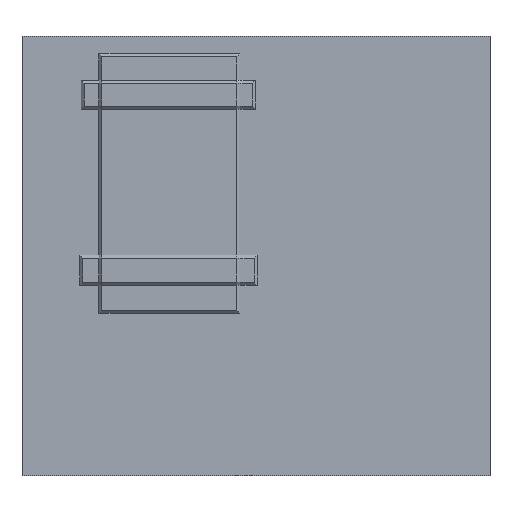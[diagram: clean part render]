
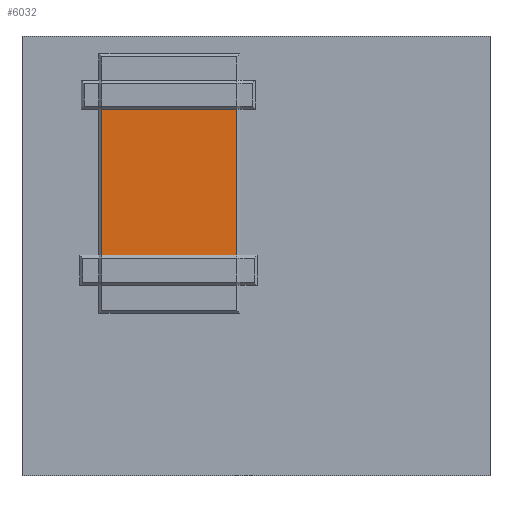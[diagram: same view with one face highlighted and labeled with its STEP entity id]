
A CAD part, top view. The second image highlights one B-rep face of the part: STEP entity #6032.
In plain terms, the highlighted planar face has unit normal (0, 0, 1).
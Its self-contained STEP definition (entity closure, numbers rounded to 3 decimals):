
#1118 = PLANE('',#1119);
#1119 = AXIS2_PLACEMENT_3D('',#1120,#1121,#1122);
#1120 = CARTESIAN_POINT('',(-6.,50.2,2.5));
#1121 = DIRECTION('',(-0.707,0.,-0.707));
#1122 = DIRECTION('',(0.,-1.,0.));
#1398 = PLANE('',#1399);
#1399 = AXIS2_PLACEMENT_3D('',#1400,#1401,#1402);
#1400 = CARTESIAN_POINT('',(-53.2,0.2,2.5));
#1401 = DIRECTION('',(0.707,0.,-0.707));
#1402 = DIRECTION('',(0.,1.,0.));
#3330 = VERTEX_POINT('',#3331);
#3331 = CARTESIAN_POINT('',(-52.7,0.2,3.));
#3354 = VERTEX_POINT('',#3355);
#3355 = CARTESIAN_POINT('',(-52.7,50.2,3.));
#3381 = EDGE_CURVE('',#3330,#3354,#3382,.T.);
#3382 = SURFACE_CURVE('',#3383,(#3387,#3394),.PCURVE_S1.);
#3383 = LINE('',#3384,#3385);
#3384 = CARTESIAN_POINT('',(-52.7,0.2,3.));
#3385 = VECTOR('',#3386,1.);
#3386 = DIRECTION('',(0.,1.,0.));
#3387 = PCURVE('',#1398,#3388);
#3388 = DEFINITIONAL_REPRESENTATION('',(#3389),#3393);
#3389 = LINE('',#3390,#3391);
#3390 = CARTESIAN_POINT('',(0.,0.707));
#3391 = VECTOR('',#3392,1.);
#3392 = DIRECTION('',(1.,0.));
#3393 = ( GEOMETRIC_REPRESENTATION_CONTEXT(2) 
PARAMETRIC_REPRESENTATION_CONTEXT() REPRESENTATION_CONTEXT('2D SPACE',''
  ) );
#3394 = PCURVE('',#3395,#3400);
#3395 = PLANE('',#3396);
#3396 = AXIS2_PLACEMENT_3D('',#3397,#3398,#3399);
#3397 = CARTESIAN_POINT('',(-29.6,24.75,3.));
#3398 = DIRECTION('',(-0.,-0.,-1.));
#3399 = DIRECTION('',(-1.,0.,0.));
#3400 = DEFINITIONAL_REPRESENTATION('',(#3401),#3405);
#3401 = LINE('',#3402,#3403);
#3402 = CARTESIAN_POINT('',(23.1,-24.55));
#3403 = VECTOR('',#3404,1.);
#3404 = DIRECTION('',(0.,1.));
#3405 = ( GEOMETRIC_REPRESENTATION_CONTEXT(2) 
PARAMETRIC_REPRESENTATION_CONTEXT() REPRESENTATION_CONTEXT('2D SPACE',''
  ) );
#4168 = VERTEX_POINT('',#4169);
#4169 = CARTESIAN_POINT('',(-6.5,50.2,3.));
#4192 = VERTEX_POINT('',#4193);
#4193 = CARTESIAN_POINT('',(-6.5,0.2,3.));
#4219 = EDGE_CURVE('',#4168,#4192,#4220,.T.);
#4220 = SURFACE_CURVE('',#4221,(#4225,#4232),.PCURVE_S1.);
#4221 = LINE('',#4222,#4223);
#4222 = CARTESIAN_POINT('',(-6.5,50.2,3.));
#4223 = VECTOR('',#4224,1.);
#4224 = DIRECTION('',(0.,-1.,0.));
#4225 = PCURVE('',#1118,#4226);
#4226 = DEFINITIONAL_REPRESENTATION('',(#4227),#4231);
#4227 = LINE('',#4228,#4229);
#4228 = CARTESIAN_POINT('',(0.,0.707));
#4229 = VECTOR('',#4230,1.);
#4230 = DIRECTION('',(1.,0.));
#4231 = ( GEOMETRIC_REPRESENTATION_CONTEXT(2) 
PARAMETRIC_REPRESENTATION_CONTEXT() REPRESENTATION_CONTEXT('2D SPACE',''
  ) );
#4232 = PCURVE('',#3395,#4233);
#4233 = DEFINITIONAL_REPRESENTATION('',(#4234),#4238);
#4234 = LINE('',#4235,#4236);
#4235 = CARTESIAN_POINT('',(-23.1,25.45));
#4236 = VECTOR('',#4237,1.);
#4237 = DIRECTION('',(0.,-1.));
#4238 = ( GEOMETRIC_REPRESENTATION_CONTEXT(2) 
PARAMETRIC_REPRESENTATION_CONTEXT() REPRESENTATION_CONTEXT('2D SPACE',''
  ) );
#5989 = PLANE('',#5990);
#5990 = AXIS2_PLACEMENT_3D('',#5991,#5992,#5993);
#5991 = CARTESIAN_POINT('',(-60.2,-0.3,3.5));
#5992 = DIRECTION('',(0.,-0.707,
    -0.707));
#5993 = DIRECTION('',(1.,0.,0.));
#6032 = ADVANCED_FACE('',(#6033),#3395,.F.);
#6033 = FACE_BOUND('',#6034,.F.);
#6034 = EDGE_LOOP('',(#6035,#6056,#6057,#6083));
#6035 = ORIENTED_EDGE('',*,*,#6036,.F.);
#6036 = EDGE_CURVE('',#3330,#4192,#6037,.T.);
#6037 = SURFACE_CURVE('',#6038,(#6042,#6049),.PCURVE_S1.);
#6038 = LINE('',#6039,#6040);
#6039 = CARTESIAN_POINT('',(-60.2,0.2,3.));
#6040 = VECTOR('',#6041,1.);
#6041 = DIRECTION('',(1.,0.,0.));
#6042 = PCURVE('',#3395,#6043);
#6043 = DEFINITIONAL_REPRESENTATION('',(#6044),#6048);
#6044 = LINE('',#6045,#6046);
#6045 = CARTESIAN_POINT('',(30.6,-24.55));
#6046 = VECTOR('',#6047,1.);
#6047 = DIRECTION('',(-1.,0.));
#6048 = ( GEOMETRIC_REPRESENTATION_CONTEXT(2) 
PARAMETRIC_REPRESENTATION_CONTEXT() REPRESENTATION_CONTEXT('2D SPACE',''
  ) );
#6049 = PCURVE('',#5989,#6050);
#6050 = DEFINITIONAL_REPRESENTATION('',(#6051),#6055);
#6051 = LINE('',#6052,#6053);
#6052 = CARTESIAN_POINT('',(0.,-0.707));
#6053 = VECTOR('',#6054,1.);
#6054 = DIRECTION('',(1.,0.));
#6055 = ( GEOMETRIC_REPRESENTATION_CONTEXT(2) 
PARAMETRIC_REPRESENTATION_CONTEXT() REPRESENTATION_CONTEXT('2D SPACE',''
  ) );
#6056 = ORIENTED_EDGE('',*,*,#3381,.T.);
#6057 = ORIENTED_EDGE('',*,*,#6058,.F.);
#6058 = EDGE_CURVE('',#4168,#3354,#6059,.T.);
#6059 = SURFACE_CURVE('',#6060,(#6064,#6071),.PCURVE_S1.);
#6060 = LINE('',#6061,#6062);
#6061 = CARTESIAN_POINT('',(-0.2,50.2,3.));
#6062 = VECTOR('',#6063,1.);
#6063 = DIRECTION('',(-1.,0.,0.));
#6064 = PCURVE('',#3395,#6065);
#6065 = DEFINITIONAL_REPRESENTATION('',(#6066),#6070);
#6066 = LINE('',#6067,#6068);
#6067 = CARTESIAN_POINT('',(-29.4,25.45));
#6068 = VECTOR('',#6069,1.);
#6069 = DIRECTION('',(1.,0.));
#6070 = ( GEOMETRIC_REPRESENTATION_CONTEXT(2) 
PARAMETRIC_REPRESENTATION_CONTEXT() REPRESENTATION_CONTEXT('2D SPACE',''
  ) );
#6071 = PCURVE('',#6072,#6077);
#6072 = PLANE('',#6073);
#6073 = AXIS2_PLACEMENT_3D('',#6074,#6075,#6076);
#6074 = CARTESIAN_POINT('',(-0.2,50.7,3.5));
#6075 = DIRECTION('',(0.,0.707,-0.707));
#6076 = DIRECTION('',(-1.,0.,0.));
#6077 = DEFINITIONAL_REPRESENTATION('',(#6078),#6082);
#6078 = LINE('',#6079,#6080);
#6079 = CARTESIAN_POINT('',(-0.,-0.707));
#6080 = VECTOR('',#6081,1.);
#6081 = DIRECTION('',(1.,0.));
#6082 = ( GEOMETRIC_REPRESENTATION_CONTEXT(2) 
PARAMETRIC_REPRESENTATION_CONTEXT() REPRESENTATION_CONTEXT('2D SPACE',''
  ) );
#6083 = ORIENTED_EDGE('',*,*,#4219,.T.);
